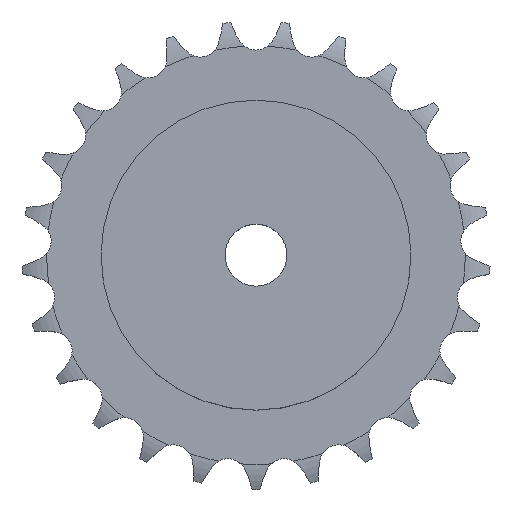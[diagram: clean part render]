
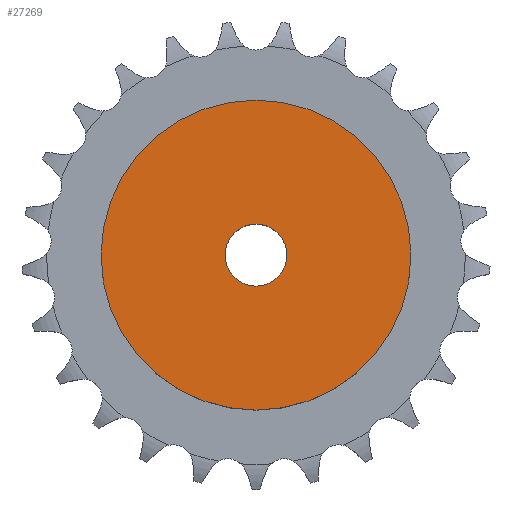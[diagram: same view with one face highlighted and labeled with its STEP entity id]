
A CAD part, top view. The second image highlights one B-rep face of the part: STEP entity #27269.
In plain terms, the highlighted planar face has unit normal (0, 0, 1).
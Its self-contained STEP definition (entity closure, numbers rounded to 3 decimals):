
#3417 = CYLINDRICAL_SURFACE('',#3418,35.);
#3418 = AXIS2_PLACEMENT_3D('',#3419,#3420,#3421);
#3419 = CARTESIAN_POINT('',(0.,0.,0.));
#3420 = DIRECTION('',(-0.,-0.,-1.));
#3421 = DIRECTION('',(1.,0.,0.));
#17320 = VERTEX_POINT('',#17321);
#17321 = CARTESIAN_POINT('',(35.,0.,28.));
#17342 = EDGE_CURVE('',#17320,#17320,#17343,.T.);
#17343 = SURFACE_CURVE('',#17344,(#17349,#17356),.PCURVE_S1.);
#17344 = CIRCLE('',#17345,35.);
#17345 = AXIS2_PLACEMENT_3D('',#17346,#17347,#17348);
#17346 = CARTESIAN_POINT('',(0.,0.,28.));
#17347 = DIRECTION('',(0.,0.,1.));
#17348 = DIRECTION('',(1.,0.,0.));
#17349 = PCURVE('',#3417,#17350);
#17350 = DEFINITIONAL_REPRESENTATION('',(#17351),#17355);
#17351 = LINE('',#17352,#17353);
#17352 = CARTESIAN_POINT('',(-0.,-28.));
#17353 = VECTOR('',#17354,1.);
#17354 = DIRECTION('',(-1.,0.));
#17355 = ( GEOMETRIC_REPRESENTATION_CONTEXT(2) 
PARAMETRIC_REPRESENTATION_CONTEXT() REPRESENTATION_CONTEXT('2D SPACE',''
  ) );
#17356 = PCURVE('',#17357,#17362);
#17357 = PLANE('',#17358);
#17358 = AXIS2_PLACEMENT_3D('',#17359,#17360,#17361);
#17359 = CARTESIAN_POINT('',(0.,0.,28.)
  );
#17360 = DIRECTION('',(0.,0.,1.));
#17361 = DIRECTION('',(1.,0.,0.));
#17362 = DEFINITIONAL_REPRESENTATION('',(#17363),#17367);
#17363 = CIRCLE('',#17364,35.);
#17364 = AXIS2_PLACEMENT_2D('',#17365,#17366);
#17365 = CARTESIAN_POINT('',(0.,0.));
#17366 = DIRECTION('',(1.,0.));
#17367 = ( GEOMETRIC_REPRESENTATION_CONTEXT(2) 
PARAMETRIC_REPRESENTATION_CONTEXT() REPRESENTATION_CONTEXT('2D SPACE',''
  ) );
#23202 = CYLINDRICAL_SURFACE('',#23203,7.);
#23203 = AXIS2_PLACEMENT_3D('',#23204,#23205,#23206);
#23204 = CARTESIAN_POINT('',(0.,0.,164.105));
#23205 = DIRECTION('',(0.,0.,1.));
#23206 = DIRECTION('',(1.,0.,0.));
#27269 = ADVANCED_FACE('',(#27270,#27273),#17357,.T.);
#27270 = FACE_BOUND('',#27271,.T.);
#27271 = EDGE_LOOP('',(#27272));
#27272 = ORIENTED_EDGE('',*,*,#17342,.T.);
#27273 = FACE_BOUND('',#27274,.T.);
#27274 = EDGE_LOOP('',(#27275));
#27275 = ORIENTED_EDGE('',*,*,#27276,.F.);
#27276 = EDGE_CURVE('',#27277,#27277,#27279,.T.);
#27277 = VERTEX_POINT('',#27278);
#27278 = CARTESIAN_POINT('',(7.,0.,28.));
#27279 = SURFACE_CURVE('',#27280,(#27285,#27292),.PCURVE_S1.);
#27280 = CIRCLE('',#27281,7.);
#27281 = AXIS2_PLACEMENT_3D('',#27282,#27283,#27284);
#27282 = CARTESIAN_POINT('',(0.,0.,28.));
#27283 = DIRECTION('',(0.,0.,1.));
#27284 = DIRECTION('',(1.,0.,0.));
#27285 = PCURVE('',#17357,#27286);
#27286 = DEFINITIONAL_REPRESENTATION('',(#27287),#27291);
#27287 = CIRCLE('',#27288,7.);
#27288 = AXIS2_PLACEMENT_2D('',#27289,#27290);
#27289 = CARTESIAN_POINT('',(0.,0.));
#27290 = DIRECTION('',(1.,0.));
#27291 = ( GEOMETRIC_REPRESENTATION_CONTEXT(2) 
PARAMETRIC_REPRESENTATION_CONTEXT() REPRESENTATION_CONTEXT('2D SPACE',''
  ) );
#27292 = PCURVE('',#23202,#27293);
#27293 = DEFINITIONAL_REPRESENTATION('',(#27294),#27298);
#27294 = LINE('',#27295,#27296);
#27295 = CARTESIAN_POINT('',(0.,-136.105));
#27296 = VECTOR('',#27297,1.);
#27297 = DIRECTION('',(1.,0.));
#27298 = ( GEOMETRIC_REPRESENTATION_CONTEXT(2) 
PARAMETRIC_REPRESENTATION_CONTEXT() REPRESENTATION_CONTEXT('2D SPACE',''
  ) );
